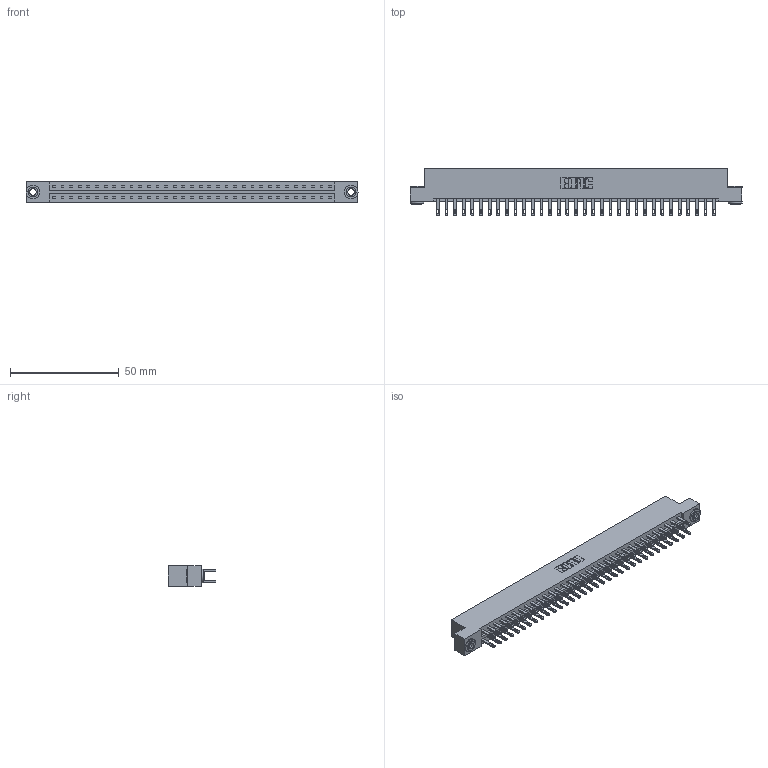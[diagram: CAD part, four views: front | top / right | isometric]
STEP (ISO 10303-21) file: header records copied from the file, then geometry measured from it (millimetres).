
FILE_DESCRIPTION (( 'STEP AP203' ), '1' );
FILE_NAME ('333-066-500-203.STEP', '2018-08-04T10:47:31', ( '' ), ( '' ), 'SwSTEP 2.0', 'SolidWorks 2016', '' );
FILE_SCHEMA (( 'CONFIG_CONTROL_DESIGN' ));
Length unit declared in the file: inch
Products named in the file (4): 333-066-500-203; 333 Part_Flush - .156 Dia - TH; 345-292-001_345-293-100; 345-250-002_345-250-002-102
Assembly tree (69 placements, depth 2):
  333-066-500-203
    333 Part_Flush - .156 Dia - TH
    345-292-001_345-293-100  x66
    345-250-002_345-250-002-102  x2
Bounding box: 152.3 x 21.85 x 9.4 mm (x, y, z)
Volume: 15685.7 mm3; surface area: 19394.9 mm2
Topology: 69 solids, 69 shells, 3320 faces, 10089 edges, 6722 vertices
Faces by surface type: plane 2060, cylinder 1252, cone 8
Entity records: 22974 total; most frequent: CARTESIAN_POINT 3793, ORIENTED_EDGE 3722, DIRECTION 3291, EDGE_CURVE 1861, LINE 1705, VECTOR 1705, VERTEX_POINT 1238, AXIS2_PLACEMENT_3D 793
